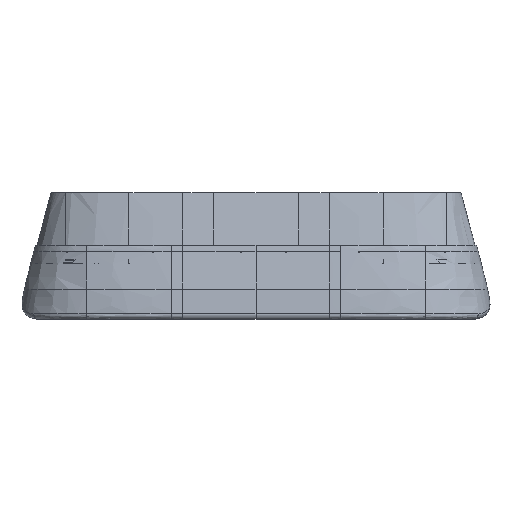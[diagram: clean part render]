
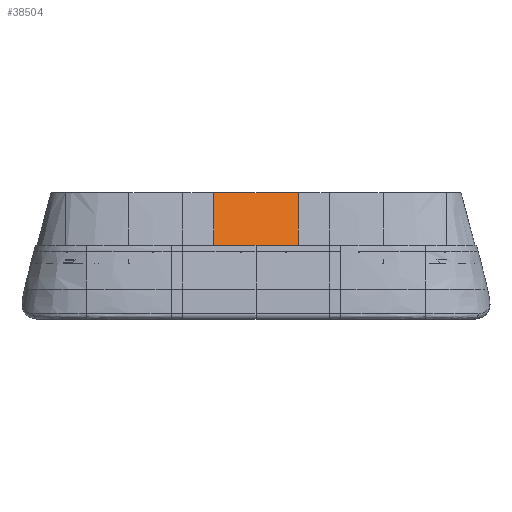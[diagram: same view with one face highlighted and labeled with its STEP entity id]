
A CAD part, top view. The second image highlights one B-rep face of the part: STEP entity #38504.
In plain terms, the highlighted planar face has unit normal (0, 0.259, 0.966).
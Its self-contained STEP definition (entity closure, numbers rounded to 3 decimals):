
#103=ELLIPSE('',#41394,1.5,1.5);
#104=ELLIPSE('',#41395,1.5,1.5);
#3633=FACE_BOUND('',#8746,.T.);
#3634=FACE_BOUND('',#8747,.T.);
#4323=PLANE('',#41393);
#5993=FACE_OUTER_BOUND('',#8745,.T.);
#8745=EDGE_LOOP('',(#33337,#33338,#33339,#33340,#33341,#33342,#33343,#33344,
#33345,#33346,#33347,#33348));
#8746=EDGE_LOOP('',(#33349));
#8747=EDGE_LOOP('',(#33350));
#11340=LINE('',#81489,#13807);
#11342=LINE('',#81493,#13809);
#11347=LINE('',#81503,#13814);
#11354=LINE('',#81517,#13821);
#11365=LINE('',#81539,#13832);
#11368=LINE('',#81545,#13835);
#11374=LINE('',#81555,#13841);
#11375=LINE('',#81557,#13842);
#11376=LINE('',#81559,#13843);
#11377=LINE('',#81561,#13844);
#11378=LINE('',#81563,#13845);
#11379=LINE('',#81564,#13846);
#13807=VECTOR('',#48225,10.);
#13809=VECTOR('',#48229,10.);
#13814=VECTOR('',#48236,10.);
#13821=VECTOR('',#48247,10.);
#13832=VECTOR('',#48262,10.);
#13835=VECTOR('',#48267,10.);
#13841=VECTOR('',#48275,10.);
#13842=VECTOR('',#48276,10.);
#13843=VECTOR('',#48277,10.);
#13844=VECTOR('',#48278,10.);
#13845=VECTOR('',#48279,10.);
#13846=VECTOR('',#48280,10.);
#18223=VERTEX_POINT('',#81486);
#18224=VERTEX_POINT('',#81488);
#18225=VERTEX_POINT('',#81492);
#18229=VERTEX_POINT('',#81501);
#18233=VERTEX_POINT('',#81515);
#18234=VERTEX_POINT('',#81516);
#18243=VERTEX_POINT('',#81538);
#18245=VERTEX_POINT('',#81544);
#18249=VERTEX_POINT('',#81556);
#18250=VERTEX_POINT('',#81558);
#18251=VERTEX_POINT('',#81560);
#18252=VERTEX_POINT('',#81562);
#18253=VERTEX_POINT('',#81565);
#18254=VERTEX_POINT('',#81567);
#23395=EDGE_CURVE('',#18224,#18223,#11340,.T.);
#23397=EDGE_CURVE('',#18223,#18225,#11342,.T.);
#23402=EDGE_CURVE('',#18225,#18229,#11347,.T.);
#23409=EDGE_CURVE('',#18233,#18234,#11354,.T.);
#23420=EDGE_CURVE('',#18243,#18233,#11365,.T.);
#23423=EDGE_CURVE('',#18245,#18243,#11368,.T.);
#23429=EDGE_CURVE('',#18229,#18245,#11374,.T.);
#23430=EDGE_CURVE('',#18234,#18249,#11375,.T.);
#23431=EDGE_CURVE('',#18250,#18249,#11376,.T.);
#23432=EDGE_CURVE('',#18251,#18250,#11377,.T.);
#23433=EDGE_CURVE('',#18251,#18252,#11378,.T.);
#23434=EDGE_CURVE('',#18252,#18224,#11379,.T.);
#23435=EDGE_CURVE('',#18253,#18253,#103,.T.);
#23436=EDGE_CURVE('',#18254,#18254,#104,.T.);
#33337=ORIENTED_EDGE('',*,*,#23395,.T.);
#33338=ORIENTED_EDGE('',*,*,#23397,.T.);
#33339=ORIENTED_EDGE('',*,*,#23402,.T.);
#33340=ORIENTED_EDGE('',*,*,#23429,.T.);
#33341=ORIENTED_EDGE('',*,*,#23423,.T.);
#33342=ORIENTED_EDGE('',*,*,#23420,.T.);
#33343=ORIENTED_EDGE('',*,*,#23409,.T.);
#33344=ORIENTED_EDGE('',*,*,#23430,.T.);
#33345=ORIENTED_EDGE('',*,*,#23431,.F.);
#33346=ORIENTED_EDGE('',*,*,#23432,.F.);
#33347=ORIENTED_EDGE('',*,*,#23433,.T.);
#33348=ORIENTED_EDGE('',*,*,#23434,.T.);
#33349=ORIENTED_EDGE('',*,*,#23435,.T.);
#33350=ORIENTED_EDGE('',*,*,#23436,.T.);
#38504=ADVANCED_FACE('',(#5993,#3633,#3634),#4323,.T.);
#41393=AXIS2_PLACEMENT_3D('',#81554,#48273,#48274);
#41394=AXIS2_PLACEMENT_3D('',#81566,#48281,#48282);
#41395=AXIS2_PLACEMENT_3D('',#81568,#48283,#48284);
#48225=DIRECTION('',(-0.695,0.695,-0.186));
#48229=DIRECTION('',(1.,0.,0.));
#48236=DIRECTION('',(-0.695,-0.695,0.186));
#48247=DIRECTION('',(-0.695,-0.695,0.186));
#48262=DIRECTION('',(1.,0.,0.));
#48267=DIRECTION('',(-0.695,0.695,-0.186));
#48273=DIRECTION('center_axis',(0.,0.259,0.966));
#48274=DIRECTION('ref_axis',(0.,-0.966,0.259));
#48275=DIRECTION('',(1.,0.,0.));
#48276=DIRECTION('',(1.,0.,0.));
#48277=DIRECTION('',(0.,-0.966,0.259));
#48278=DIRECTION('',(1.,0.,0.));
#48279=DIRECTION('',(0.,-0.966,0.259));
#48280=DIRECTION('',(1.,0.,0.));
#48281=DIRECTION('center_axis',(0.,-0.259,-0.966));
#48282=DIRECTION('ref_axis',(0.,-0.966,0.259));
#48283=DIRECTION('center_axis',(0.,-0.259,-0.966));
#48284=DIRECTION('ref_axis',(0.,-0.966,0.259));
#81486=CARTESIAN_POINT('',(-72.802,13.25,446.359));
#81488=CARTESIAN_POINT('',(-64.552,5.,448.57));
#81489=CARTESIAN_POINT('',(-102.671,43.119,438.356));
#81492=CARTESIAN_POINT('',(-27.198,13.25,446.359));
#81493=CARTESIAN_POINT('',(-13.599,13.25,446.359));
#81501=CARTESIAN_POINT('',(-35.448,5.,448.57));
#81503=CARTESIAN_POINT('',(22.822,63.271,432.956));
#81515=CARTESIAN_POINT('',(72.802,13.25,446.359));
#81516=CARTESIAN_POINT('',(64.552,5.,448.57));
#81517=CARTESIAN_POINT('',(98.689,39.137,439.423));
#81538=CARTESIAN_POINT('',(27.198,13.25,446.359));
#81539=CARTESIAN_POINT('',(36.401,13.25,446.359));
#81544=CARTESIAN_POINT('',(35.448,5.,448.57));
#81545=CARTESIAN_POINT('',(-26.804,67.253,431.889));
#81554=CARTESIAN_POINT('Origin',(0.,172.56,403.672));
#81555=CARTESIAN_POINT('',(0.,5.,448.57));
#81556=CARTESIAN_POINT('',(100.,5.,448.57));
#81557=CARTESIAN_POINT('',(0.,5.,448.57));
#81558=CARTESIAN_POINT('',(100.,172.56,403.672));
#81559=CARTESIAN_POINT('',(100.,139.697,412.478));
#81560=CARTESIAN_POINT('',(-100.,172.56,403.672));
#81561=CARTESIAN_POINT('',(0.,172.56,403.672));
#81562=CARTESIAN_POINT('',(-100.,5.,448.57));
#81563=CARTESIAN_POINT('',(-100.,139.697,412.478));
#81564=CARTESIAN_POINT('',(0.,5.,448.57));
#81565=CARTESIAN_POINT('',(-37.3,31.751,441.402));
#81566=CARTESIAN_POINT('Origin',(-35.8,31.751,441.402));
#81567=CARTESIAN_POINT('',(68.329,31.793,441.391));
#81568=CARTESIAN_POINT('Origin',(69.829,31.793,441.391));
